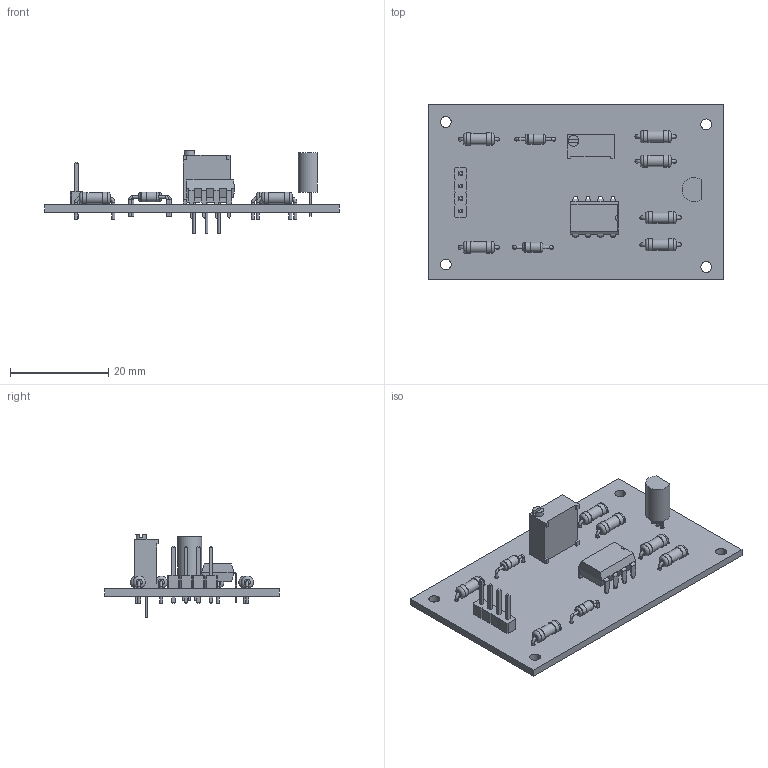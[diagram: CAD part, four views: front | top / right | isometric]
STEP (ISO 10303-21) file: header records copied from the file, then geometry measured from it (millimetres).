
FILE_DESCRIPTION(('KiCad electronic assembly'),'2;1');
FILE_NAME('KY-037.step','2025-05-17T18:15:16',('Pcbnew'),('Kicad'), 'Open CASCADE STEP processor 7.8','KiCad to STEP converter','Unknown' );
FILE_SCHEMA(('AUTOMOTIVE_DESIGN { 1 0 10303 214 1 1 1 1 }'));
Length unit declared in the file: millimetre
Products named in the file (8): KY-037 1; TO-92L_Inline; R_Axial_DIN0207_L6.3mm_D2.5mm_P7.62mm_Horizontal; D_DO-35_SOD27_P7.62mm_Horizontal; PinHeader_1x04_P2.54mm_Vertical; Potentiometer_Bourns_3296W_Vertical; LM393NG; KY-037_PCB
Assembly tree (13 placements, depth 2):
  KY-037 1
    TO-92L_Inline
    R_Axial_DIN0207_L6.3mm_D2.5mm_P7.62mm_Horizontal  x6
    D_DO-35_SOD27_P7.62mm_Horizontal  x2
    PinHeader_1x04_P2.54mm_Vertical
    Potentiometer_Bourns_3296W_Vertical
    LM393NG
    KY-037_PCB
Bounding box: 60 x 35.5 x 17.07 mm (x, y, z)
Volume: 4247.8 mm3; surface area: 6657.9 mm2
Topology: 18 solids, 18 shells, 487 faces, 1092 edges, 684 vertices
Faces by surface type: plane 353, cylinder 102, torus 32
Full cylindrical faces by diameter (mm): 0.5 x6, 0.51 x3, 0.6 x12, 0.75 x3, 0.8 x27, 1 x4, 2 x4, 2.02 x2, 2.19 x1, 2.2 x4, 2.25 x6, 2.5 x12
Entity records: 13258 total; most frequent: CARTESIAN_POINT 2301, DIRECTION 1927, ORIENTED_EDGE 1906, EDGE_CURVE 953, LINE 791, VECTOR 791, VERTEX_POINT 600, AXIS2_PLACEMENT_3D 568
